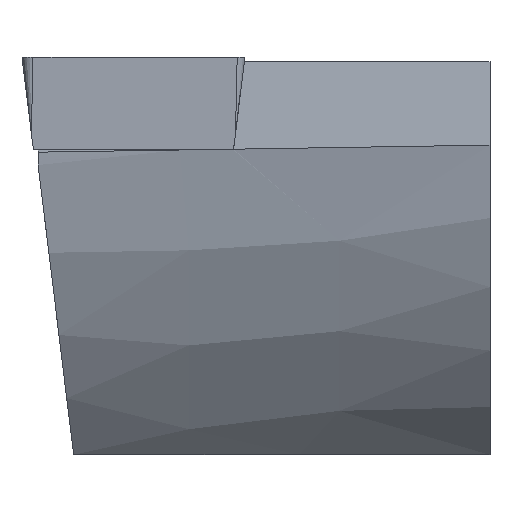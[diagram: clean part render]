
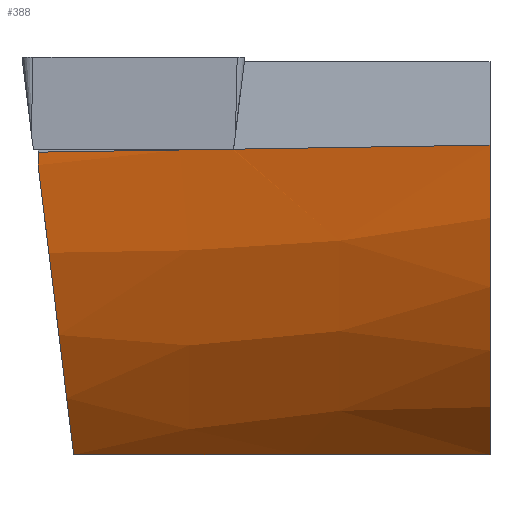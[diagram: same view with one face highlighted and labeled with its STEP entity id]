
A CAD part, front view. The second image highlights one B-rep face of the part: STEP entity #388.
In plain terms, the highlighted conical face has half-angle 10 degrees and reference radius 24.25 mm.
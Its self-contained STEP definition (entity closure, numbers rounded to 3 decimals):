
#89=ELLIPSE('',#908,24.422,24.234);
#90=ELLIPSE('',#910,22.751,22.576);
#91=B_SPLINE_CURVE_WITH_KNOTS('',3,(#1118,#1119,#1120,#1121),
 .UNSPECIFIED.,.F.,.F.,(4,4),(0.,1.),.UNSPECIFIED.);
#93=B_SPLINE_CURVE_WITH_KNOTS('',3,(#1172,#1173,#1174,#1175),
 .UNSPECIFIED.,.F.,.F.,(4,4),(0.,1.),.UNSPECIFIED.);
#94=B_SPLINE_CURVE_WITH_KNOTS('',3,(#1179,#1180,#1181,#1182),
 .UNSPECIFIED.,.F.,.F.,(4,4),(0.,1.),.UNSPECIFIED.);
#97=B_SPLINE_CURVE_WITH_KNOTS('',3,(#1250,#1251,#1252,#1253),
 .UNSPECIFIED.,.F.,.F.,(4,4),(0.,1.),.UNSPECIFIED.);
#388=ADVANCED_FACE('',(#421),#394,.T.);
#394=CONICAL_SURFACE('',#914,24.25,10.);
#421=FACE_OUTER_BOUND('',#456,.T.);
#456=EDGE_LOOP('',(#616,#617,#618,#619,#620,#621,#622,#623));
#464=CIRCLE('',#888,24.129);
#467=CIRCLE('',#896,20.723);
#616=ORIENTED_EDGE('',*,*,#726,.T.);
#617=ORIENTED_EDGE('',*,*,#740,.F.);
#618=ORIENTED_EDGE('',*,*,#704,.T.);
#619=ORIENTED_EDGE('',*,*,#754,.F.);
#620=ORIENTED_EDGE('',*,*,#757,.F.);
#621=ORIENTED_EDGE('',*,*,#724,.T.);
#622=ORIENTED_EDGE('',*,*,#715,.T.);
#623=ORIENTED_EDGE('',*,*,#752,.T.);
#643=VERTEX_POINT('',#1122);
#644=VERTEX_POINT('',#1123);
#654=VERTEX_POINT('',#1155);
#655=VERTEX_POINT('',#1156);
#661=VERTEX_POINT('',#1176);
#662=VERTEX_POINT('',#1183);
#663=VERTEX_POINT('',#1184);
#679=VERTEX_POINT('',#1244);
#704=EDGE_CURVE('',#643,#644,#91,.T.);
#715=EDGE_CURVE('',#654,#655,#464,.T.);
#724=EDGE_CURVE('',#661,#654,#93,.T.);
#726=EDGE_CURVE('',#662,#663,#94,.T.);
#740=EDGE_CURVE('',#643,#663,#467,.T.);
#752=EDGE_CURVE('',#655,#662,#89,.T.);
#754=EDGE_CURVE('',#679,#644,#90,.T.);
#757=EDGE_CURVE('',#661,#679,#97,.T.);
#888=AXIS2_PLACEMENT_3D('',#1154,#982,#983);
#896=AXIS2_PLACEMENT_3D('',#1211,#1017,#1018);
#908=AXIS2_PLACEMENT_3D('',#1240,#1048,#1049);
#910=AXIS2_PLACEMENT_3D('',#1245,#1053,#1054);
#914=AXIS2_PLACEMENT_3D('',#1255,#1063,#1064);
#982=DIRECTION('',(1.,0.,0.));
#983=DIRECTION('',(0.,-1.,0.));
#1017=DIRECTION('',(1.,0.,0.));
#1018=DIRECTION('',(0.,0.,-1.));
#1048=DIRECTION('',(0.993,0.,0.122));
#1049=DIRECTION('',(-0.122,0.,0.993));
#1053=DIRECTION('',(-0.993,0.,0.122));
#1054=DIRECTION('',(-0.122,0.,-0.993));
#1063=DIRECTION('',(-1.,0.,0.));
#1064=DIRECTION('',(0.,0.,-1.));
#1118=CARTESIAN_POINT('',(20.,4.145,-3.762));
#1119=CARTESIAN_POINT('',(16.347,3.501,-3.821));
#1120=CARTESIAN_POINT('',(12.695,2.856,-3.878));
#1121=CARTESIAN_POINT('',(9.042,2.212,-3.935));
#1122=CARTESIAN_POINT('',(20.,4.145,-3.762));
#1123=CARTESIAN_POINT('',(9.042,2.212,-3.935));
#1154=CARTESIAN_POINT('',(0.687,24.524,0.));
#1155=CARTESIAN_POINT('',(0.687,0.739,-4.062));
#1156=CARTESIAN_POINT('',(0.687,0.84,-4.614));
#1172=CARTESIAN_POINT('',(6.749,1.808,-3.97));
#1173=CARTESIAN_POINT('',(4.729,1.452,-4.001));
#1174=CARTESIAN_POINT('',(2.708,1.096,-4.031));
#1175=CARTESIAN_POINT('',(0.687,0.739,-4.062));
#1176=CARTESIAN_POINT('',(6.749,1.808,-3.97));
#1179=CARTESIAN_POINT('',(2.208,7.781,-17.));
#1180=CARTESIAN_POINT('',(8.173,9.28,-17.));
#1181=CARTESIAN_POINT('',(14.117,10.858,-17.));
#1182=CARTESIAN_POINT('',(20.,12.672,-17.));
#1183=CARTESIAN_POINT('',(2.208,7.781,-17.));
#1184=CARTESIAN_POINT('',(20.,12.672,-17.));
#1211=CARTESIAN_POINT('',(20.,24.524,0.));
#1240=CARTESIAN_POINT('',(0.056,24.524,0.525));
#1244=CARTESIAN_POINT('',(9.038,2.218,-3.97));
#1245=CARTESIAN_POINT('',(9.465,24.524,-0.489));
#1250=CARTESIAN_POINT('',(6.749,1.808,-3.97));
#1251=CARTESIAN_POINT('',(7.512,1.945,-3.97));
#1252=CARTESIAN_POINT('',(8.275,2.081,-3.97));
#1253=CARTESIAN_POINT('',(9.038,2.218,-3.97));
#1255=CARTESIAN_POINT('',(0.,24.524,0.));
